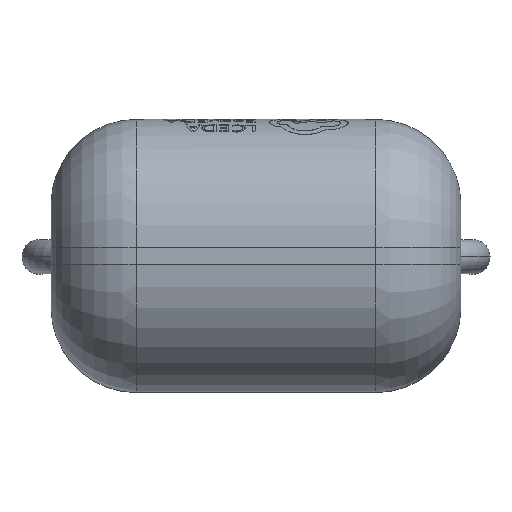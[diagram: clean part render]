
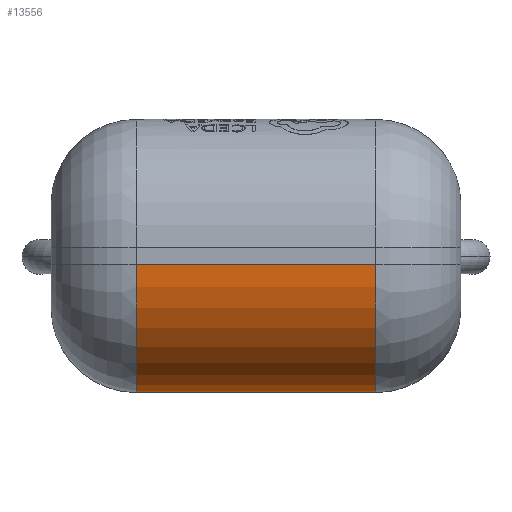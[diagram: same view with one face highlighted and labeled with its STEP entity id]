
A CAD part, top view. The second image highlights one B-rep face of the part: STEP entity #13556.
In plain terms, the highlighted cylindrical face has radius 1.5 mm (diameter 3 mm), a partial arc.
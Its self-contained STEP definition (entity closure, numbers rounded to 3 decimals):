
#369 = FACE_OUTER_BOUND ( 'NONE', #14652, .T. ) ;
#1868 = VECTOR ( 'NONE', #11118, 1000. ) ;
#1877 = CARTESIAN_POINT ( 'NONE',  ( 0., -0.1, 4.5 ) ) ;
#2629 = DIRECTION ( 'NONE',  ( 1., 0., 0. ) ) ;
#2793 = CARTESIAN_POINT ( 'NONE',  ( -2.4, -1.6, 4.5 ) ) ;
#2800 = VERTEX_POINT ( 'NONE', #4850 ) ;
#3228 = CARTESIAN_POINT ( 'NONE',  ( -1.4, -0.1, 6. ) ) ;
#3336 = VERTEX_POINT ( 'NONE', #3228 ) ;
#3431 = CARTESIAN_POINT ( 'NONE',  ( -1.4, -1.6, 4.5 ) ) ;
#3881 = ORIENTED_EDGE ( 'NONE', *, *, #12856, .T. ) ;
#3954 = ORIENTED_EDGE ( 'NONE', *, *, #13872, .F. ) ;
#4120 = DIRECTION ( 'NONE',  ( 1., 0., 0. ) ) ;
#4782 = CIRCLE ( 'NONE', #8763, 1.5 ) ;
#4850 = CARTESIAN_POINT ( 'NONE',  ( 1.4, -1.6, 4.5 ) ) ;
#6022 = CARTESIAN_POINT ( 'NONE',  ( -1.4, -0.1, 4.5 ) ) ;
#6610 = EDGE_CURVE ( 'NONE', #3336, #13508, #9250, .T. ) ;
#7822 = ORIENTED_EDGE ( 'NONE', *, *, #11238, .T. ) ;
#8071 = ORIENTED_EDGE ( 'NONE', *, *, #6610, .F. ) ;
#8360 = DIRECTION ( 'NONE',  ( 0., 0., -1. ) ) ;
#8763 = AXIS2_PLACEMENT_3D ( 'NONE', #6022, #2629, #8360 ) ;
#8869 = DIRECTION ( 'NONE',  ( 0., 0., -1. ) ) ;
#9250 = LINE ( 'NONE', #15169, #14191 ) ;
#9276 = DIRECTION ( 'NONE',  ( -1., 0., 0. ) ) ;
#11118 = DIRECTION ( 'NONE',  ( -1., 0., 0. ) ) ;
#11238 = EDGE_CURVE ( 'NONE', #3336, #11639, #4782, .T. ) ;
#11403 = CYLINDRICAL_SURFACE ( 'NONE', #14610, 1.5 ) ;
#11540 = DIRECTION ( 'NONE',  ( 1., 0., 0. ) ) ;
#11639 = VERTEX_POINT ( 'NONE', #3431 ) ;
#11891 = AXIS2_PLACEMENT_3D ( 'NONE', #14160, #9276, #14023 ) ;
#12402 = CARTESIAN_POINT ( 'NONE',  ( 1.4, -0.1, 6. ) ) ;
#12618 = CIRCLE ( 'NONE', #11891, 1.5 ) ;
#12856 = EDGE_CURVE ( 'NONE', #2800, #13508, #12618, .T. ) ;
#13508 = VERTEX_POINT ( 'NONE', #12402 ) ;
#13556 = ADVANCED_FACE ( 'NONE', ( #369 ), #11403, .T. ) ;
#13872 = EDGE_CURVE ( 'NONE', #2800, #11639, #14444, .T. ) ;
#14023 = DIRECTION ( 'NONE',  ( 0., 0., 1. ) ) ;
#14160 = CARTESIAN_POINT ( 'NONE',  ( 1.4, -0.1, 4.5 ) ) ;
#14191 = VECTOR ( 'NONE', #11540, 1000. ) ;
#14444 = LINE ( 'NONE', #2793, #1868 ) ;
#14610 = AXIS2_PLACEMENT_3D ( 'NONE', #1877, #4120, #8869 ) ;
#14652 = EDGE_LOOP ( 'NONE', ( #8071, #7822, #3954, #3881 ) ) ;
#15169 = CARTESIAN_POINT ( 'NONE',  ( 0., -0.1, 6. ) ) ;
